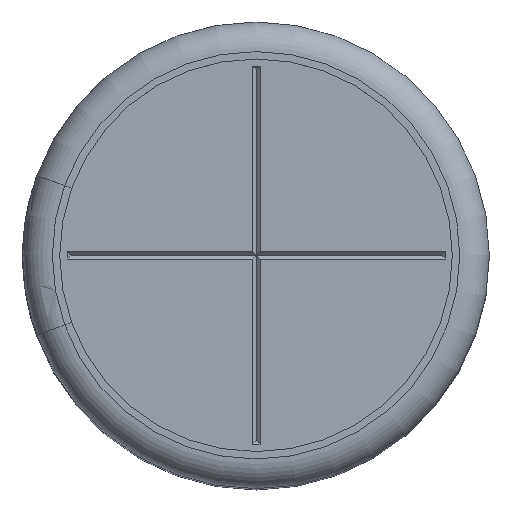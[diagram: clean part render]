
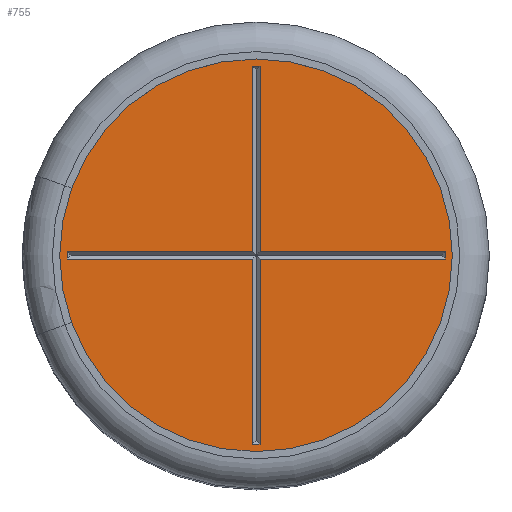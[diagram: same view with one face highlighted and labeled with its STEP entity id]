
A CAD part, top view. The second image highlights one B-rep face of the part: STEP entity #755.
In plain terms, the highlighted planar face has unit normal (0, 0, 1).
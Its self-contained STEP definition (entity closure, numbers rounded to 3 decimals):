
#755=ADVANCED_FACE('',(#1608,#1610),#1612,.T.);
#1608=FACE_BOUND('',#1609,.T.);
#1609=EDGE_LOOP('',(#2307));
#1610=FACE_BOUND('',#1611,.T.);
#1611=EDGE_LOOP('',(#2308,#2309,#2310,#2311,#2312,#2313,#2314,#2315,#2316,#2317,
#2318,#2319));
#1612=PLANE('',#1613);
#1613=AXIS2_PLACEMENT_3D('',#1614,#1615,#1616);
#1614=CARTESIAN_POINT('',(0.,0.,10.9));
#1615=DIRECTION('',(0.,0.,1.));
#1616=DIRECTION('',(1.,0.,0.));
#2307=ORIENTED_EDGE('',*,*,#2666,.T.);
#2308=ORIENTED_EDGE('',*,*,#2698,.T.);
#2309=ORIENTED_EDGE('',*,*,#2699,.T.);
#2310=ORIENTED_EDGE('',*,*,#2700,.T.);
#2311=ORIENTED_EDGE('',*,*,#2701,.T.);
#2312=ORIENTED_EDGE('',*,*,#2702,.T.);
#2313=ORIENTED_EDGE('',*,*,#2703,.T.);
#2314=ORIENTED_EDGE('',*,*,#2704,.T.);
#2315=ORIENTED_EDGE('',*,*,#2705,.T.);
#2316=ORIENTED_EDGE('',*,*,#2706,.T.);
#2317=ORIENTED_EDGE('',*,*,#2707,.T.);
#2318=ORIENTED_EDGE('',*,*,#2708,.T.);
#2319=ORIENTED_EDGE('',*,*,#2709,.T.);
#2666=EDGE_CURVE('',#3119,#3119,#3120,.T.);
#2698=EDGE_CURVE('',#3167,#3168,#3169,.F.);
#2699=EDGE_CURVE('',#3168,#3170,#3171,.F.);
#2700=EDGE_CURVE('',#3170,#3172,#3173,.F.);
#2701=EDGE_CURVE('',#3172,#3174,#3175,.F.);
#2702=EDGE_CURVE('',#3174,#3176,#3177,.F.);
#2703=EDGE_CURVE('',#3176,#3178,#3179,.F.);
#2704=EDGE_CURVE('',#3178,#3180,#3181,.F.);
#2705=EDGE_CURVE('',#3180,#3182,#3183,.F.);
#2706=EDGE_CURVE('',#3182,#3184,#3185,.F.);
#2707=EDGE_CURVE('',#3184,#3186,#3187,.F.);
#2708=EDGE_CURVE('',#3186,#3188,#3189,.F.);
#2709=EDGE_CURVE('',#3188,#3167,#3190,.F.);
#3119=VERTEX_POINT('',#4461);
#3120=CIRCLE('',#4462,2.65);
#3167=VERTEX_POINT('',#4652);
#3168=VERTEX_POINT('',#4653);
#3169=LINE('',#4654,#4655);
#3170=VERTEX_POINT('',#4657);
#3171=LINE('',#4658,#4659);
#3172=VERTEX_POINT('',#4661);
#3173=LINE('',#4662,#4663);
#3174=VERTEX_POINT('',#4665);
#3175=LINE('',#4666,#4667);
#3176=VERTEX_POINT('',#4669);
#3177=LINE('',#4670,#4671);
#3178=VERTEX_POINT('',#4673);
#3179=LINE('',#4674,#4675);
#3180=VERTEX_POINT('',#4677);
#3181=LINE('',#4678,#4679);
#3182=VERTEX_POINT('',#4681);
#3183=LINE('',#4682,#4683);
#3184=VERTEX_POINT('',#4685);
#3185=LINE('',#4686,#4687);
#3186=VERTEX_POINT('',#4689);
#3187=LINE('',#4690,#4691);
#3188=VERTEX_POINT('',#4693);
#3189=LINE('',#4694,#4695);
#3190=LINE('',#4697,#4698);
#4461=CARTESIAN_POINT('',(2.65,0.,10.9));
#4462=AXIS2_PLACEMENT_3D('',#4463,#4464,#4465);
#4463=CARTESIAN_POINT('',(0.,0.,10.9));
#4464=DIRECTION('',(0.,0.,1.));
#4465=DIRECTION('',(1.,0.,0.));
#4652=CARTESIAN_POINT('',(-0.046,-0.05,10.9));
#4653=CARTESIAN_POINT('',(-2.546,-0.05,10.9));
#4654=CARTESIAN_POINT('',(-2.546,-0.05,10.9));
#4655=VECTOR('',#4656,1.);
#4656=DIRECTION('',(1.,0.,0.));
#4657=CARTESIAN_POINT('',(-2.546,0.05,10.9));
#4658=CARTESIAN_POINT('',(-2.546,0.05,10.9));
#4659=VECTOR('',#4660,1.);
#4660=DIRECTION('',(0.,-1.,0.));
#4661=CARTESIAN_POINT('',(-0.046,0.05,10.9));
#4662=CARTESIAN_POINT('',(-0.046,0.05,10.9));
#4663=VECTOR('',#4664,1.);
#4664=DIRECTION('',(-1.,0.,0.));
#4665=CARTESIAN_POINT('',(-0.046,2.55,10.9));
#4666=CARTESIAN_POINT('',(-0.046,2.55,10.9));
#4667=VECTOR('',#4668,1.);
#4668=DIRECTION('',(0.,-1.,0.));
#4669=CARTESIAN_POINT('',(0.054,2.55,10.9));
#4670=CARTESIAN_POINT('',(0.054,2.55,10.9));
#4671=VECTOR('',#4672,1.);
#4672=DIRECTION('',(-1.,0.,0.));
#4673=CARTESIAN_POINT('',(0.054,0.05,10.9));
#4674=CARTESIAN_POINT('',(0.054,0.05,10.9));
#4675=VECTOR('',#4676,1.);
#4676=DIRECTION('',(0.,1.,0.));
#4677=CARTESIAN_POINT('',(2.554,0.05,10.9));
#4678=CARTESIAN_POINT('',(2.554,0.05,10.9));
#4679=VECTOR('',#4680,1.);
#4680=DIRECTION('',(-1.,0.,0.));
#4681=CARTESIAN_POINT('',(2.554,-0.05,10.9));
#4682=CARTESIAN_POINT('',(2.554,-0.05,10.9));
#4683=VECTOR('',#4684,1.);
#4684=DIRECTION('',(0.,1.,0.));
#4685=CARTESIAN_POINT('',(0.054,-0.05,10.9));
#4686=CARTESIAN_POINT('',(0.054,-0.05,10.9));
#4687=VECTOR('',#4688,1.);
#4688=DIRECTION('',(1.,0.,0.));
#4689=CARTESIAN_POINT('',(0.054,-2.55,10.9));
#4690=CARTESIAN_POINT('',(0.054,-2.55,10.9));
#4691=VECTOR('',#4692,1.);
#4692=DIRECTION('',(0.,1.,0.));
#4693=CARTESIAN_POINT('',(-0.046,-2.55,10.9));
#4694=CARTESIAN_POINT('',(-0.046,-2.55,10.9));
#4695=VECTOR('',#4696,1.);
#4696=DIRECTION('',(1.,0.,0.));
#4697=CARTESIAN_POINT('',(-0.046,-0.05,10.9));
#4698=VECTOR('',#4699,1.);
#4699=DIRECTION('',(0.,-1.,0.));
